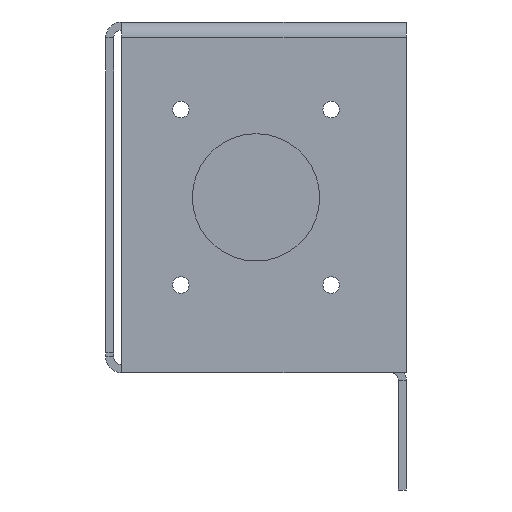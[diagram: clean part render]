
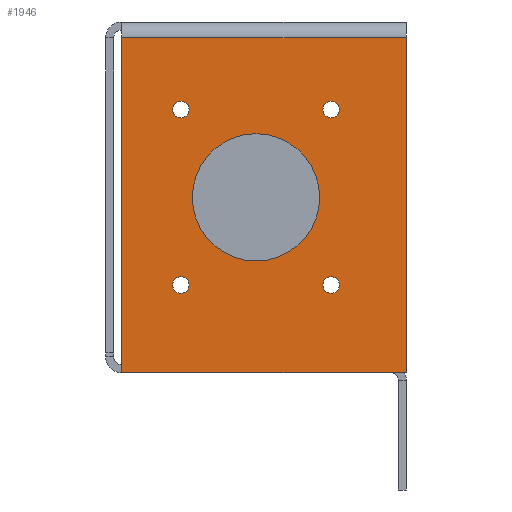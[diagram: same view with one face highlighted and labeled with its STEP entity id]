
A CAD part, left-side view. The second image highlights one B-rep face of the part: STEP entity #1946.
In plain terms, the highlighted planar face has unit normal (-1, 0, 0).
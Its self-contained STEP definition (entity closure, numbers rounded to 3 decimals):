
#40=PLANE('',#2115);
#139=LINE('',#3065,#283);
#144=LINE('',#3078,#288);
#151=LINE('',#3096,#295);
#153=LINE('',#3099,#297);
#283=VECTOR('',#2476,56.825);
#288=VECTOR('',#2487,66.825);
#295=VECTOR('',#2506,66.825);
#297=VECTOR('',#2510,56.825);
#420=FACE_BOUND('',#690,.T.);
#421=FACE_BOUND('',#691,.T.);
#422=FACE_BOUND('',#692,.T.);
#423=FACE_BOUND('',#693,.T.);
#424=FACE_BOUND('',#694,.T.);
#425=FACE_BOUND('',#695,.T.);
#690=EDGE_LOOP('',(#1547));
#691=EDGE_LOOP('',(#1548));
#692=EDGE_LOOP('',(#1549));
#693=EDGE_LOOP('',(#1550));
#694=EDGE_LOOP('',(#1551));
#695=EDGE_LOOP('',(#1552,#1553,#1554,#1555));
#829=CIRCLE('',#2022,1.65);
#837=CIRCLE('',#2034,1.65);
#845=CIRCLE('',#2046,1.65);
#853=CIRCLE('',#2058,1.65);
#871=CIRCLE('',#2099,12.7);
#933=VERTEX_POINT('',#2832);
#941=VERTEX_POINT('',#2852);
#949=VERTEX_POINT('',#2872);
#957=VERTEX_POINT('',#2892);
#1003=VERTEX_POINT('',#3024);
#1020=VERTEX_POINT('',#3063);
#1021=VERTEX_POINT('',#3064);
#1026=VERTEX_POINT('',#3076);
#1031=VERTEX_POINT('',#3095);
#1105=EDGE_CURVE('',#933,#933,#829,.T.);
#1113=EDGE_CURVE('',#941,#941,#837,.T.);
#1121=EDGE_CURVE('',#949,#949,#845,.T.);
#1129=EDGE_CURVE('',#957,#957,#853,.T.);
#1192=EDGE_CURVE('',#1003,#1003,#871,.T.);
#1209=EDGE_CURVE('',#1020,#1021,#139,.T.);
#1216=EDGE_CURVE('',#1026,#1021,#144,.T.);
#1225=EDGE_CURVE('',#1020,#1031,#151,.T.);
#1227=EDGE_CURVE('',#1031,#1026,#153,.T.);
#1547=ORIENTED_EDGE('',*,*,#1105,.T.);
#1548=ORIENTED_EDGE('',*,*,#1113,.T.);
#1549=ORIENTED_EDGE('',*,*,#1121,.T.);
#1550=ORIENTED_EDGE('',*,*,#1129,.T.);
#1551=ORIENTED_EDGE('',*,*,#1192,.T.);
#1552=ORIENTED_EDGE('',*,*,#1209,.T.);
#1553=ORIENTED_EDGE('',*,*,#1216,.F.);
#1554=ORIENTED_EDGE('',*,*,#1227,.F.);
#1555=ORIENTED_EDGE('',*,*,#1225,.F.);
#1946=ADVANCED_FACE('',(#420,#421,#422,#423,#424,#425),#40,.T.);
#2022=AXIS2_PLACEMENT_3D('',#2833,#2249,#2250);
#2034=AXIS2_PLACEMENT_3D('',#2853,#2273,#2274);
#2046=AXIS2_PLACEMENT_3D('',#2873,#2297,#2298);
#2058=AXIS2_PLACEMENT_3D('',#2893,#2321,#2322);
#2099=AXIS2_PLACEMENT_3D('',#3025,#2448,#2449);
#2115=AXIS2_PLACEMENT_3D('',#3100,#2511,#2512);
#2249=DIRECTION('center_axis',(1.,0.,0.));
#2250=DIRECTION('ref_axis',(0.,0.,
1.));
#2273=DIRECTION('center_axis',(1.,0.,0.));
#2274=DIRECTION('ref_axis',(0.,0.,
1.));
#2297=DIRECTION('center_axis',(1.,0.,0.));
#2298=DIRECTION('ref_axis',(0.,0.,
1.));
#2321=DIRECTION('center_axis',(1.,0.,0.));
#2322=DIRECTION('ref_axis',(0.,0.,
1.));
#2448=DIRECTION('center_axis',(1.,0.,0.));
#2449=DIRECTION('ref_axis',(0.,0.,
-1.));
#2476=DIRECTION('',(0.,1.,0.));
#2487=DIRECTION('',(0.,0.,1.));
#2506=DIRECTION('',(0.,0.,-1.));
#2510=DIRECTION('',(0.,1.,0.));
#2511=DIRECTION('center_axis',(-1.,0.,0.));
#2512=DIRECTION('ref_axis',(0.,0.,
1.));
#2832=CARTESIAN_POINT('',(-165.,-43.412,15.85));
#2833=CARTESIAN_POINT('Origin',(-165.,-43.412,17.5));
#2852=CARTESIAN_POINT('',(-165.,-13.412,15.85));
#2853=CARTESIAN_POINT('Origin',(-165.,-13.412,17.5));
#2872=CARTESIAN_POINT('',(-165.,-13.412,-19.15));
#2873=CARTESIAN_POINT('Origin',(-165.,-13.412,-17.5));
#2892=CARTESIAN_POINT('',(-165.,-43.412,-19.15));
#2893=CARTESIAN_POINT('Origin',(-165.,-43.412,-17.5));
#3024=CARTESIAN_POINT('',(-165.,-28.413,12.7));
#3025=CARTESIAN_POINT('Origin',(-165.,-28.413,0.));
#3063=CARTESIAN_POINT('',(-165.,-58.413,31.825));
#3064=CARTESIAN_POINT('',(-165.,-1.588,31.825));
#3065=CARTESIAN_POINT('',(-165.,-30.,31.825));
#3076=CARTESIAN_POINT('',(-165.,-1.587,-35.));
#3078=CARTESIAN_POINT('',(-165.,-1.588,39.007));
#3095=CARTESIAN_POINT('',(-165.,-58.412,-35.));
#3096=CARTESIAN_POINT('',(-165.,-58.413,31.825));
#3099=CARTESIAN_POINT('',(-165.,-58.412,-35.));
#3100=CARTESIAN_POINT('Origin',(-165.,-30.,0.208));
